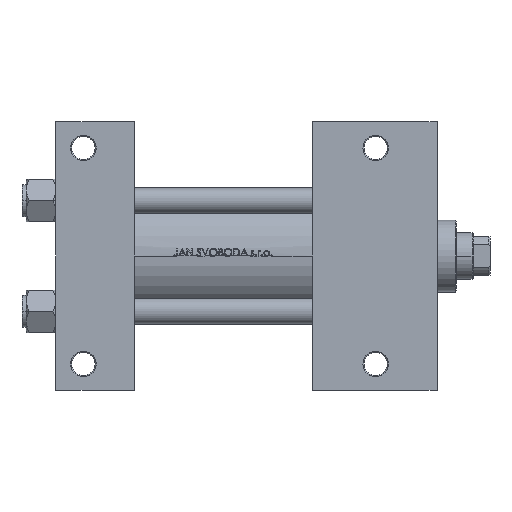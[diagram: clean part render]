
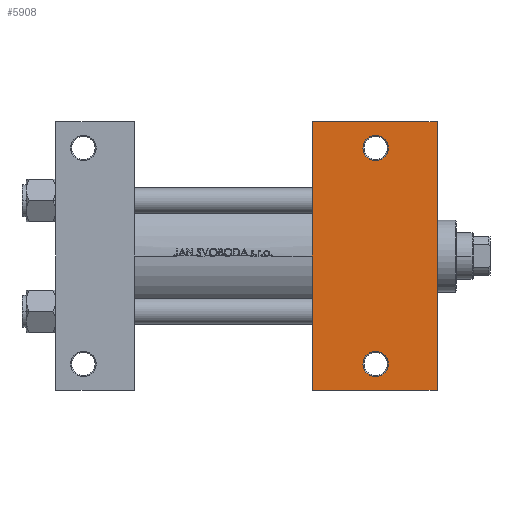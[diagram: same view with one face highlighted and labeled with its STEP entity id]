
A CAD part, front view. The second image highlights one B-rep face of the part: STEP entity #5908.
In plain terms, the highlighted face is planar.
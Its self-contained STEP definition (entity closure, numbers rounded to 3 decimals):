
#27 = VERTEX_POINT ( 'NONE', #32247 ) ;
#1804 = EDGE_CURVE ( 'NONE', #16234, #10450, #18927, .T. ) ;
#2265 = DIRECTION ( 'NONE',  ( 0., 0., 1. ) ) ;
#2760 = FACE_BOUND ( 'NONE', #34117, .T. ) ;
#2963 = LINE ( 'NONE', #3223, #39773 ) ;
#3223 = CARTESIAN_POINT ( 'NONE',  ( 121., -63.5, -37.5 ) ) ;
#3268 = DIRECTION ( 'NONE',  ( 1., 0., 0. ) ) ;
#5908 = ADVANCED_FACE ( 'NONE', ( #2760, #13224, #25159 ), #43836, .T. ) ;
#8151 = DIRECTION ( 'NONE',  ( 0., 0., 1. ) ) ;
#9512 = DIRECTION ( 'NONE',  ( 0., -1., 0. ) ) ;
#10058 = VERTEX_POINT ( 'NONE', #40431 ) ;
#10450 = VERTEX_POINT ( 'NONE', #47314 ) ;
#10488 = LINE ( 'NONE', #34121, #20793 ) ;
#11178 = DIRECTION ( 'NONE',  ( -1., 0., 0. ) ) ;
#11608 = ORIENTED_EDGE ( 'NONE', *, *, #33236, .T. ) ;
#11687 = VERTEX_POINT ( 'NONE', #46846 ) ;
#11715 = DIRECTION ( 'NONE',  ( -1., 0., 0. ) ) ;
#11867 = DIRECTION ( 'NONE',  ( -1., 0., 0. ) ) ;
#11886 = CIRCLE ( 'NONE', #42091, 6. ) ;
#12536 = VERTEX_POINT ( 'NONE', #35690 ) ;
#12728 = VERTEX_POINT ( 'NONE', #40405 ) ;
#13224 = FACE_BOUND ( 'NONE', #23902, .T. ) ;
#14143 = CARTESIAN_POINT ( 'NONE',  ( 151., -51., -37.5 ) ) ;
#14614 = EDGE_CURVE ( 'NONE', #12728, #11687, #27950, .T. ) ;
#15796 = EDGE_CURVE ( 'NONE', #27, #10058, #46335, .T. ) ;
#16234 = VERTEX_POINT ( 'NONE', #21578 ) ;
#16585 = ORIENTED_EDGE ( 'NONE', *, *, #1804, .T. ) ;
#16643 = ORIENTED_EDGE ( 'NONE', *, *, #14614, .T. ) ;
#17544 = AXIS2_PLACEMENT_3D ( 'NONE', #32900, #2265, #35884 ) ;
#18343 = CARTESIAN_POINT ( 'NONE',  ( 180., 63.5, -37.5 ) ) ;
#18636 = CARTESIAN_POINT ( 'NONE',  ( 151., -51., -37.5 ) ) ;
#18927 = CIRCLE ( 'NONE', #24474, 6. ) ;
#20793 = VECTOR ( 'NONE', #3268, 1000. ) ;
#21450 = EDGE_CURVE ( 'NONE', #25365, #12536, #39397, .T. ) ;
#21578 = CARTESIAN_POINT ( 'NONE',  ( 145.001, -51., -37.5 ) ) ;
#23648 = DIRECTION ( 'NONE',  ( 0., 0., 1. ) ) ;
#23902 = EDGE_LOOP ( 'NONE', ( #16585, #35721 ) ) ;
#24474 = AXIS2_PLACEMENT_3D ( 'NONE', #14143, #45983, #11867 ) ;
#24799 = AXIS2_PLACEMENT_3D ( 'NONE', #38099, #23648, #11715 ) ;
#25159 = FACE_OUTER_BOUND ( 'NONE', #42421, .T. ) ;
#25177 = ORIENTED_EDGE ( 'NONE', *, *, #33112, .T. ) ;
#25365 = VERTEX_POINT ( 'NONE', #18343 ) ;
#27159 = CIRCLE ( 'NONE', #17544, 6. ) ;
#27950 = CIRCLE ( 'NONE', #24799, 6. ) ;
#27994 = EDGE_CURVE ( 'NONE', #10450, #16234, #11886, .T. ) ;
#28637 = DIRECTION ( 'NONE',  ( -1., 0., 0. ) ) ;
#28801 = VECTOR ( 'NONE', #38839, 1000. ) ;
#29130 = CARTESIAN_POINT ( 'NONE',  ( 180., 37.5, -37.5 ) ) ;
#30418 = EDGE_CURVE ( 'NONE', #12536, #10058, #2963, .T. ) ;
#31972 = ORIENTED_EDGE ( 'NONE', *, *, #21450, .T. ) ;
#32247 = CARTESIAN_POINT ( 'NONE',  ( 121., 63.5, -37.5 ) ) ;
#32900 = CARTESIAN_POINT ( 'NONE',  ( 151., 51., -37.5 ) ) ;
#33112 = EDGE_CURVE ( 'NONE', #11687, #12728, #27159, .T. ) ;
#33236 = EDGE_CURVE ( 'NONE', #27, #25365, #10488, .T. ) ;
#34117 = EDGE_LOOP ( 'NONE', ( #25177, #16643 ) ) ;
#34121 = CARTESIAN_POINT ( 'NONE',  ( 121., 63.5, -37.5 ) ) ;
#35690 = CARTESIAN_POINT ( 'NONE',  ( 180., -63.5, -37.5 ) ) ;
#35721 = ORIENTED_EDGE ( 'NONE', *, *, #27994, .T. ) ;
#35884 = DIRECTION ( 'NONE',  ( -1., 0., 0. ) ) ;
#37783 = DIRECTION ( 'NONE',  ( -1., 0., 0. ) ) ;
#38099 = CARTESIAN_POINT ( 'NONE',  ( 151., 51., -37.5 ) ) ;
#38597 = CARTESIAN_POINT ( 'NONE',  ( 121., 37.5, -37.5 ) ) ;
#38839 = DIRECTION ( 'NONE',  ( 0., -1., 0. ) ) ;
#39397 = LINE ( 'NONE', #47373, #47395 ) ;
#39772 = ORIENTED_EDGE ( 'NONE', *, *, #30418, .T. ) ;
#39773 = VECTOR ( 'NONE', #11178, 1000. ) ;
#40405 = CARTESIAN_POINT ( 'NONE',  ( 157., 51., -37.5 ) ) ;
#40431 = CARTESIAN_POINT ( 'NONE',  ( 121., -63.5, -37.5 ) ) ;
#42091 = AXIS2_PLACEMENT_3D ( 'NONE', #18636, #8151, #37783 ) ;
#42421 = EDGE_LOOP ( 'NONE', ( #43105, #11608, #31972, #39772 ) ) ;
#42925 = AXIS2_PLACEMENT_3D ( 'NONE', #29130, #43588, #28637 ) ;
#43105 = ORIENTED_EDGE ( 'NONE', *, *, #15796, .F. ) ;
#43588 = DIRECTION ( 'NONE',  ( 0., 0., -1. ) ) ;
#43836 = PLANE ( 'NONE',  #42925 ) ;
#45983 = DIRECTION ( 'NONE',  ( 0., 0., 1. ) ) ;
#46335 = LINE ( 'NONE', #38597, #28801 ) ;
#46846 = CARTESIAN_POINT ( 'NONE',  ( 145.001, 51., -37.5 ) ) ;
#47314 = CARTESIAN_POINT ( 'NONE',  ( 157., -51., -37.5 ) ) ;
#47373 = CARTESIAN_POINT ( 'NONE',  ( 180., 37.5, -37.5 ) ) ;
#47395 = VECTOR ( 'NONE', #9512, 1000. ) ;
